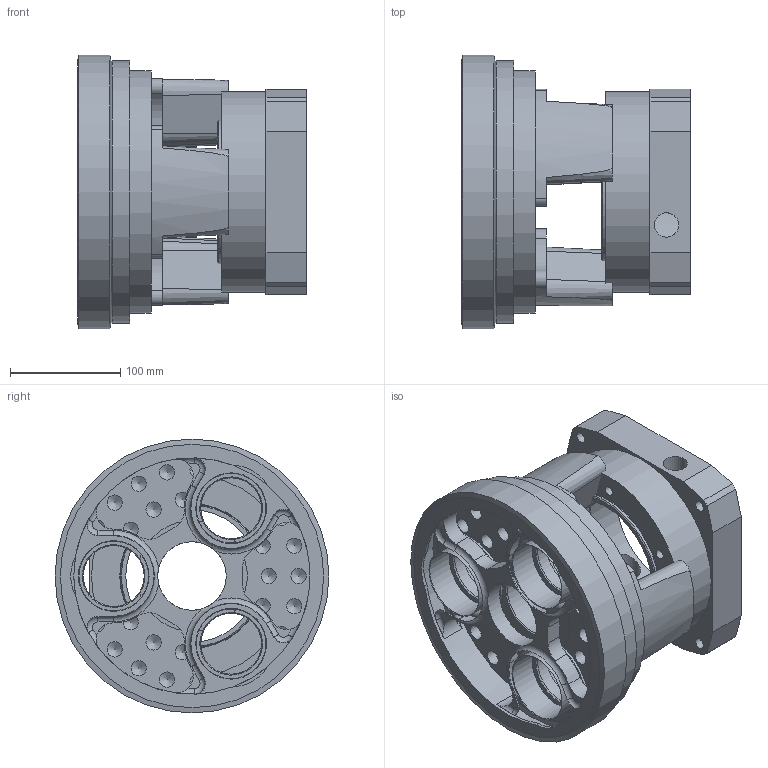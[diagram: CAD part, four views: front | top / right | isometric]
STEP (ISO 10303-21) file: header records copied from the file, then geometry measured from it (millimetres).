
FILE_DESCRIPTION(/* description */ ('STEP AP242','CAx-IF Rec.Pracs.---Representation and Presentation of Product Manufacturing Information (PMI)---4.0---2014-10-13','CAx-IF Rec.Pracs.---3D Tessellated Geometry---0.4---2014-09-14','2;1'),/* implementation_level */ '2;1');
FILE_NAME(/* name */ '6626d29225df522927d83b8e',/* time_stamp */ '2024-04-22T21:11:47Z',/* author */ (''),/* organization */ (''),/* preprocessor_version */ 'ST-DEVELOPER v20',/* originating_system */ ' ',/* authorisation */ ' ');
FILE_SCHEMA (('AP242_MANAGED_MODEL_BASED_3D_ENGINEERING_MIM_LF { 1 0 10303 442 1 1 4 }'));
Length unit declared in the file: metre
Products named in the file (5): Assembly 1; MAZ16153-24-CARBON-STEEL-4.472kg; MMCK780LG-ACETAL-0.976kg; M139816-AL-1.796kg; MMCK778LG-TI-6.7kg
Assembly tree (4 placements, depth 2):
  Assembly 1
    MAZ16153-24-CARBON-STEEL-4.472kg
    MMCK780LG-ACETAL-0.976kg
    M139816-AL-1.796kg
    MMCK778LG-TI-6.7kg
Bounding box: 207 x 248 x 248 mm (x, y, z)
Volume: 3363495.5 mm3; surface area: 502144 mm2
Topology: 4 solids, 4 shells, 326 faces, 872 edges, 563 vertices
Faces by surface type: cylinder 156, plane 71, cone 65, torus 34
Full cylindrical faces by diameter (mm): 9 x12, 10.106 x4, 13.835 x33, 14 x3, 15 x6, 22 x2, 55 x3, 62 x2, 63 x3, 65 x3, 120 x2, 130 x3, 180 x1, 182 x1, 214 x1, 220 x1, 238 x1, 248 x1
Entity records: 9660 total; most frequent: CARTESIAN_POINT 1825, DIRECTION 1748, ORIENTED_EDGE 1336, AXIS2_PLACEMENT_3D 782, EDGE_CURVE 668, FACE_BOUND 571, VERTEX_POINT 535, EDGE_LOOP 535
